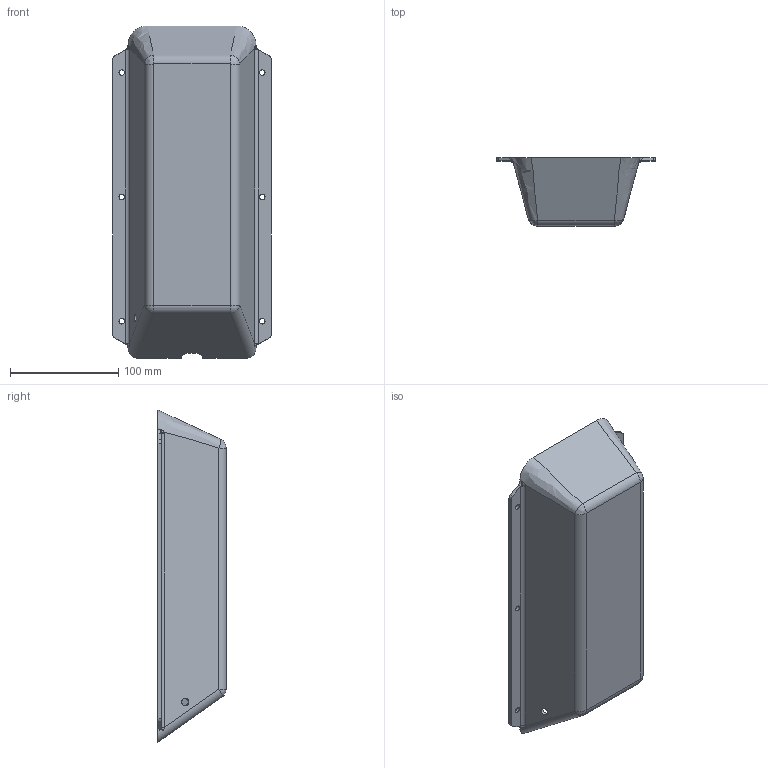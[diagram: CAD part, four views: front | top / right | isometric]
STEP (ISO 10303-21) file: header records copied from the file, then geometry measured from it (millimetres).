
FILE_DESCRIPTION(/* description */ (''),/* implementation_level */ '2;1');
FILE_NAME(/* name */ 'tough shell.stp',/* time_stamp */ '2025-07-14T01:47:12-07:00',/* author */ ('devan'),/* organization */ (''),/* preprocessor_version */ 'ST-DEVELOPER v20',/* originating_system */ 'Autodesk Inventor 2025',/* authorisation */ '');
FILE_SCHEMA (('AUTOMOTIVE_DESIGN { 1 0 10303 214 3 1 1 }'));
Length unit declared in the file: millimetre
Products named in the file (1): battery shell2
Bounding box: 146.79 x 63 x 306.96 mm (x, y, z)
Volume: 219715.4 mm3; surface area: 148357.6 mm2
Topology: 1 solids, 1 shells, 74 faces, 188 edges, 116 vertices
Faces by surface type: cylinder 28, plane 22, bspline 18, sphere 4, torus 2
Full cylindrical faces by diameter (mm): 5 x6, 7 x1
Entity records: 2863 total; most frequent: CARTESIAN_POINT 1077, ORIENTED_EDGE 376, DIRECTION 338, EDGE_CURVE 188, AXIS2_PLACEMENT_3D 129, VERTEX_POINT 116, EDGE_LOOP 88, LINE 80
